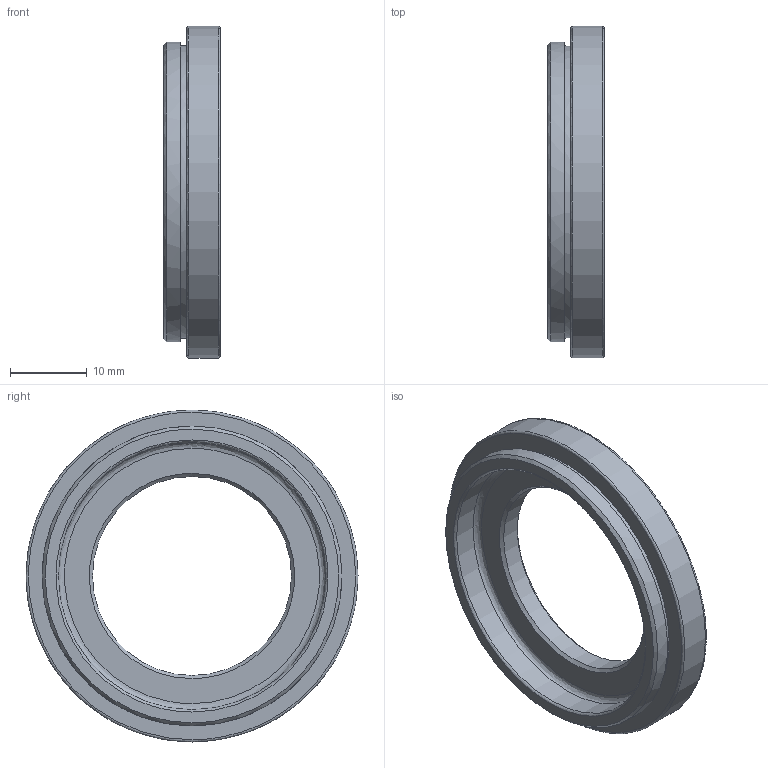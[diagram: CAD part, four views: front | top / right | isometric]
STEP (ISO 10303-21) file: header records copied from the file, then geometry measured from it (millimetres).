
FILE_DESCRIPTION (( 'STEP AP203' ), '1' );
FILE_NAME ('530218.step', '2025-08-20T01:27:47', ( 'Windows User' ), ( 'P R C' ), 'SwSTEP 2.0', 'SolidWorks 2020', '' );
FILE_SCHEMA (( 'CONFIG_CONTROL_DESIGN' ));
Length unit declared in the file: millimetre
Products named in the file (1): 530218
Bounding box: 7.4 x 43.2 x 43.2 mm (x, y, z)
Volume: 4329.7 mm3; surface area: 3523.1 mm2
Topology: 1 solids, 1 shells, 17 faces, 39 edges, 27 vertices
Faces by surface type: plane 5, cylinder 5, bspline 4, cone 3
Full cylindrical faces by diameter (mm): 25.9 x1, 34.8 x1, 38 x1, 39 x1, 43.2 x1
Entity records: 1711 total; most frequent: CARTESIAN_POINT 1340, ORIENTED_EDGE 52, DIRECTION 44, EDGE_LOOP 34, VERTEX_POINT 26, EDGE_CURVE 26, FACE_OUTER_BOUND 26, AXIS2_PLACEMENT_3D 22
